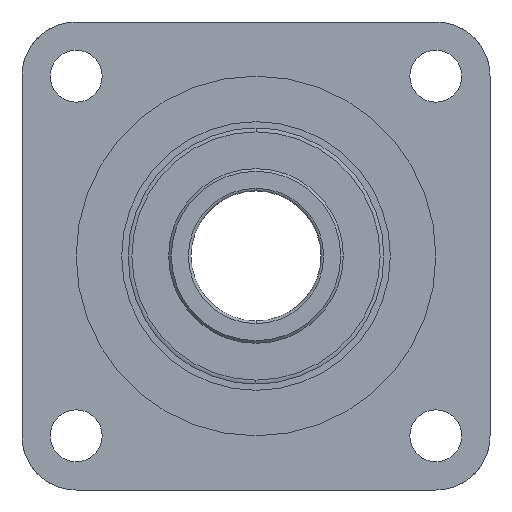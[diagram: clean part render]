
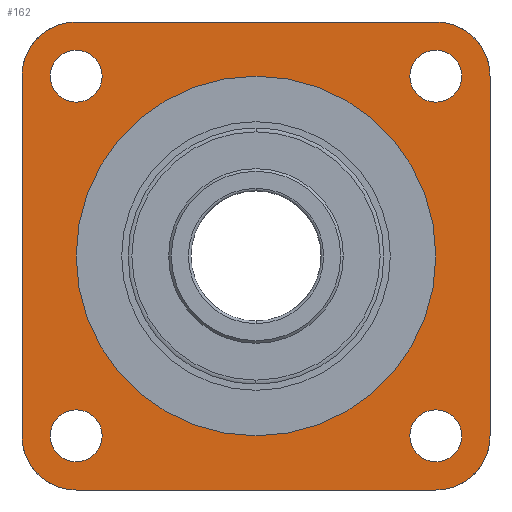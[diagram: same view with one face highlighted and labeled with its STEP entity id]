
A CAD part, left-side view. The second image highlights one B-rep face of the part: STEP entity #162.
In plain terms, the highlighted planar face has unit normal (-1, 0, 0).
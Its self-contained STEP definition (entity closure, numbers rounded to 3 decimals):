
#162=ADVANCED_FACE('',(#411,#412,#413,#414,#415,#416),#417,.F.);
#411=FACE_BOUND('',#690,.T.);
#412=FACE_BOUND('',#691,.T.);
#413=FACE_BOUND('',#692,.T.);
#414=FACE_BOUND('',#693,.T.);
#415=FACE_BOUND('',#694,.T.);
#416=FACE_OUTER_BOUND('',#695,.T.);
#417=PLANE('',#696);
#690=EDGE_LOOP('',(#1663,#1664));
#691=EDGE_LOOP('',(#1665,#1666));
#692=EDGE_LOOP('',(#1667,#1668));
#693=EDGE_LOOP('',(#1669,#1670));
#694=EDGE_LOOP('',(#1671,#1672));
#695=EDGE_LOOP('',(#1673,#1674,#1675,#1676,#1677,#1678,#1679,#1680));
#696=AXIS2_PLACEMENT_3D('',#1681,#1682,#1683);
#1663=ORIENTED_EDGE('',*,*,#1817,.T.);
#1664=ORIENTED_EDGE('',*,*,#1977,.T.);
#1665=ORIENTED_EDGE('',*,*,#1981,.T.);
#1666=ORIENTED_EDGE('',*,*,#1807,.T.);
#1667=ORIENTED_EDGE('',*,*,#1983,.T.);
#1668=ORIENTED_EDGE('',*,*,#1803,.T.);
#1669=ORIENTED_EDGE('',*,*,#1985,.T.);
#1670=ORIENTED_EDGE('',*,*,#1799,.T.);
#1671=ORIENTED_EDGE('',*,*,#1987,.T.);
#1672=ORIENTED_EDGE('',*,*,#1795,.T.);
#1673=ORIENTED_EDGE('',*,*,#1769,.F.);
#1674=ORIENTED_EDGE('',*,*,#2041,.T.);
#1675=ORIENTED_EDGE('',*,*,#1755,.F.);
#1676=ORIENTED_EDGE('',*,*,#2039,.F.);
#1677=ORIENTED_EDGE('',*,*,#2034,.F.);
#1678=ORIENTED_EDGE('',*,*,#2040,.F.);
#1679=ORIENTED_EDGE('',*,*,#2025,.F.);
#1680=ORIENTED_EDGE('',*,*,#2038,.F.);
#1681=CARTESIAN_POINT('',(-18.0,0.0,0.0));
#1682=DIRECTION('',(1.0,0.0,0.0));
#1683=DIRECTION('',(0.0,0.0,-1.0));
#1755=EDGE_CURVE('',#2255,#2257,#2258,.T.);
#1769=EDGE_CURVE('',#2283,#2285,#2286,.T.);
#1795=EDGE_CURVE('',#2330,#2334,#2336,.T.);
#1799=EDGE_CURVE('',#2338,#2342,#2344,.T.);
#1803=EDGE_CURVE('',#2346,#2350,#2352,.T.);
#1807=EDGE_CURVE('',#2354,#2358,#2360,.T.);
#1817=EDGE_CURVE('',#2372,#2376,#2378,.T.);
#1977=EDGE_CURVE('',#2376,#2372,#2640,.T.);
#1981=EDGE_CURVE('',#2358,#2354,#2644,.T.);
#1983=EDGE_CURVE('',#2350,#2346,#2646,.T.);
#1985=EDGE_CURVE('',#2342,#2338,#2648,.T.);
#1987=EDGE_CURVE('',#2334,#2330,#2650,.T.);
#2025=EDGE_CURVE('',#2701,#2703,#2704,.T.);
#2034=EDGE_CURVE('',#2716,#2718,#2719,.T.);
#2038=EDGE_CURVE('',#2285,#2701,#2723,.T.);
#2039=EDGE_CURVE('',#2718,#2255,#2724,.T.);
#2040=EDGE_CURVE('',#2703,#2716,#2725,.T.);
#2041=EDGE_CURVE('',#2283,#2257,#2726,.T.);
#2255=VERTEX_POINT('',#2803);
#2257=VERTEX_POINT('',#2806);
#2258=CIRCLE('',#2807,12.5);
#2283=VERTEX_POINT('',#2838);
#2285=VERTEX_POINT('',#2841);
#2286=CIRCLE('',#2842,12.5);
#2330=VERTEX_POINT('',#2960);
#2334=VERTEX_POINT('',#2965);
#2336=CIRCLE('',#2968,6.0);
#2338=VERTEX_POINT('',#2970);
#2342=VERTEX_POINT('',#2975);
#2344=CIRCLE('',#2978,6.0);
#2346=VERTEX_POINT('',#2980);
#2350=VERTEX_POINT('',#2985);
#2352=CIRCLE('',#2988,6.0);
#2354=VERTEX_POINT('',#2990);
#2358=VERTEX_POINT('',#2995);
#2360=CIRCLE('',#2998,6.0);
#2372=VERTEX_POINT('',#3047);
#2376=VERTEX_POINT('',#3052);
#2378=CIRCLE('',#3055,41.5);
#2640=CIRCLE('',#3686,41.5);
#2644=CIRCLE('',#3723,6.0);
#2646=CIRCLE('',#3725,6.0);
#2648=CIRCLE('',#3727,6.0);
#2650=CIRCLE('',#3729,6.0);
#2701=VERTEX_POINT('',#3834);
#2703=VERTEX_POINT('',#3837);
#2704=CIRCLE('',#3838,12.5);
#2716=VERTEX_POINT('',#3855);
#2718=VERTEX_POINT('',#3858);
#2719=CIRCLE('',#3859,12.5);
#2723=LINE('',#3866,#3867);
#2724=LINE('',#3868,#3869);
#2725=LINE('',#3870,#3871);
#2726=LINE('',#3872,#3873);
#2803=CARTESIAN_POINT('',(-18.0,41.5,-54.0));
#2806=CARTESIAN_POINT('',(-18.0,54.0,-41.5));
#2807=AXIS2_PLACEMENT_3D('',#3988,#3989,#3990);
#2838=CARTESIAN_POINT('',(-18.0,54.0,41.5));
#2841=CARTESIAN_POINT('',(-18.0,41.5,54.0));
#2842=AXIS2_PLACEMENT_3D('',#4016,#4017,#4018);
#2960=CARTESIAN_POINT('',(-18.0,-41.5,-47.5));
#2965=CARTESIAN_POINT('',(-18.0,-41.5,-35.5));
#2968=AXIS2_PLACEMENT_3D('',#4064,#4065,#4066);
#2970=CARTESIAN_POINT('',(-18.0,-41.5,35.5));
#2975=CARTESIAN_POINT('',(-18.0,-41.5,47.5));
#2978=AXIS2_PLACEMENT_3D('',#4072,#4073,#4074);
#2980=CARTESIAN_POINT('',(-18.0,41.5,-47.5));
#2985=CARTESIAN_POINT('',(-18.0,41.5,-35.5));
#2988=AXIS2_PLACEMENT_3D('',#4080,#4081,#4082);
#2990=CARTESIAN_POINT('',(-18.0,41.5,35.5));
#2995=CARTESIAN_POINT('',(-18.0,41.5,47.5));
#2998=AXIS2_PLACEMENT_3D('',#4088,#4089,#4090);
#3047=CARTESIAN_POINT('',(-18.0,0.0,-41.5));
#3052=CARTESIAN_POINT('',(-18.0,0.,41.5));
#3055=AXIS2_PLACEMENT_3D('',#4103,#4104,#4105);
#3686=AXIS2_PLACEMENT_3D('',#4408,#4409,#4410);
#3723=AXIS2_PLACEMENT_3D('',#4417,#4418,#4419);
#3725=AXIS2_PLACEMENT_3D('',#4423,#4424,#4425);
#3727=AXIS2_PLACEMENT_3D('',#4429,#4430,#4431);
#3729=AXIS2_PLACEMENT_3D('',#4435,#4436,#4437);
#3834=CARTESIAN_POINT('',(-18.0,-41.5,54.0));
#3837=CARTESIAN_POINT('',(-18.0,-54.0,41.5));
#3838=AXIS2_PLACEMENT_3D('',#4499,#4500,#4501);
#3855=CARTESIAN_POINT('',(-18.0,-54.0,-41.5));
#3858=CARTESIAN_POINT('',(-18.0,-41.5,-54.0));
#3859=AXIS2_PLACEMENT_3D('',#4514,#4515,#4516);
#3866=CARTESIAN_POINT('',(-18.0,0.0,54.0));
#3867=VECTOR('',#4520,1.0);
#3868=CARTESIAN_POINT('',(-18.0,0.0,-54.0));
#3869=VECTOR('',#4521,1.0);
#3870=CARTESIAN_POINT('',(-18.0,-54.0,0.0));
#3871=VECTOR('',#4522,1.0);
#3872=CARTESIAN_POINT('',(-18.0,54.0,0.0));
#3873=VECTOR('',#4523,1.0);
#3988=CARTESIAN_POINT('',(-18.0,41.5,-41.5));
#3989=DIRECTION('',(1.0,0.0,0.));
#3990=DIRECTION('',(0.,0.0,-1.0));
#4016=CARTESIAN_POINT('',(-18.0,41.5,41.5));
#4017=DIRECTION('',(1.0,0.0,0.));
#4018=DIRECTION('',(0.,0.0,-1.0));
#4064=CARTESIAN_POINT('',(-18.0,-41.5,-41.5));
#4065=DIRECTION('',(1.0,0.0,0.0));
#4066=DIRECTION('',(0.0,0.0,-1.0));
#4072=CARTESIAN_POINT('',(-18.0,-41.5,41.5));
#4073=DIRECTION('',(1.0,0.0,0.0));
#4074=DIRECTION('',(0.0,0.0,-1.0));
#4080=CARTESIAN_POINT('',(-18.0,41.5,-41.5));
#4081=DIRECTION('',(1.0,0.0,0.0));
#4082=DIRECTION('',(0.0,0.0,-1.0));
#4088=CARTESIAN_POINT('',(-18.0,41.5,41.5));
#4089=DIRECTION('',(1.0,0.0,0.0));
#4090=DIRECTION('',(0.0,0.0,-1.0));
#4103=CARTESIAN_POINT('',(-18.0,0.0,0.0));
#4104=DIRECTION('',(1.0,0.0,0.0));
#4105=DIRECTION('',(0.0,0.0,-1.0));
#4408=CARTESIAN_POINT('',(-18.0,0.0,0.0));
#4409=DIRECTION('',(1.0,0.0,0.0));
#4410=DIRECTION('',(0.0,0.0,-1.0));
#4417=CARTESIAN_POINT('',(-18.0,41.5,41.5));
#4418=DIRECTION('',(1.0,0.0,0.0));
#4419=DIRECTION('',(0.0,0.0,-1.0));
#4423=CARTESIAN_POINT('',(-18.0,41.5,-41.5));
#4424=DIRECTION('',(1.0,0.0,0.0));
#4425=DIRECTION('',(0.0,0.0,-1.0));
#4429=CARTESIAN_POINT('',(-18.0,-41.5,41.5));
#4430=DIRECTION('',(1.0,0.0,0.0));
#4431=DIRECTION('',(0.0,0.0,-1.0));
#4435=CARTESIAN_POINT('',(-18.0,-41.5,-41.5));
#4436=DIRECTION('',(1.0,0.0,0.0));
#4437=DIRECTION('',(0.0,0.0,-1.0));
#4499=CARTESIAN_POINT('',(-18.0,-41.5,41.5));
#4500=DIRECTION('',(1.0,0.0,0.));
#4501=DIRECTION('',(0.,0.0,-1.0));
#4514=CARTESIAN_POINT('',(-18.0,-41.5,-41.5));
#4515=DIRECTION('',(1.0,0.0,0.));
#4516=DIRECTION('',(0.,0.0,-1.0));
#4520=DIRECTION('',(0.0,-1.0,0.0));
#4521=DIRECTION('',(0.0,1.0,0.0));
#4522=DIRECTION('',(0.0,0.0,-1.0));
#4523=DIRECTION('',(0.0,0.0,-1.0));
